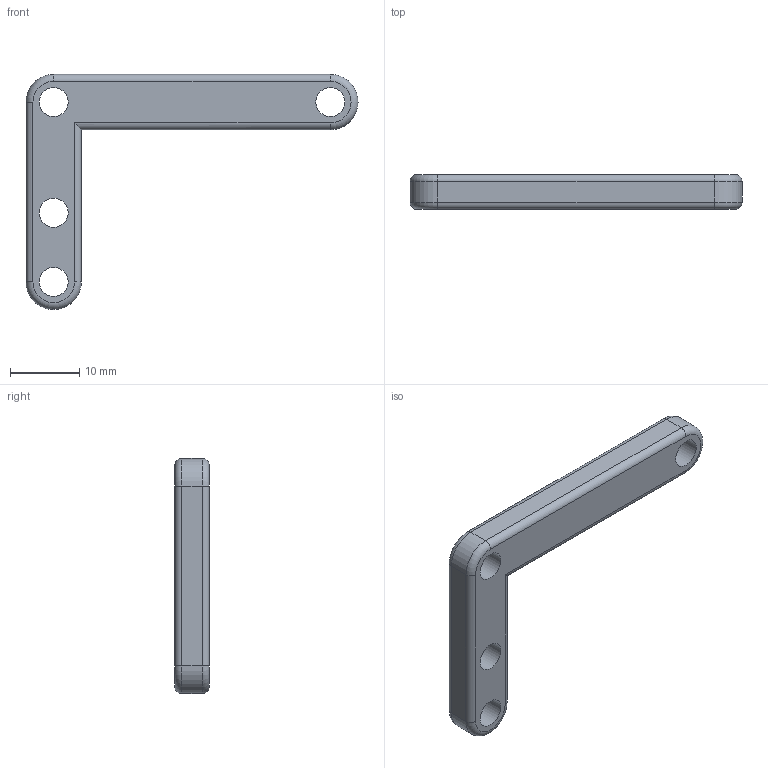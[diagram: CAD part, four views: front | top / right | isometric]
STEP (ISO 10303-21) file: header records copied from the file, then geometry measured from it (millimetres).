
FILE_DESCRIPTION(/* description */ (''),/* implementation_level */ '2;1');
FILE_NAME(/* name */ 'Crank_Langled v4.step',/* time_stamp */ '2018-04-11T17:04:38+09:00',/* author */ ('iwataU5C66'),/* organization */ (''),/* preprocessor_version */ 'ST-DEVELOPER v16.13',/* originating_system */ 'Autodesk Translation Framework v6.5.0.72',/* authorisation */ '');
FILE_SCHEMA (('AUTOMOTIVE_DESIGN { 1 0 10303 214 3 1 1 }'));
Length unit declared in the file: millimetre
Products named in the file (1): Crank_Langled
Bounding box: 48 x 5 x 34 mm (x, y, z)
Volume: 2530.9 mm3; surface area: 1945.6 mm2
Topology: 1 solids, 1 shells, 27 faces, 61 edges, 36 vertices
Faces by surface type: cylinder 15, torus 6, plane 6
Full cylindrical faces by diameter (mm): 4.2 x4
Entity records: 806 total; most frequent: DIRECTION 151, CARTESIAN_POINT 125, ORIENTED_EDGE 122, AXIS2_PLACEMENT_3D 62, EDGE_CURVE 61, VERTEX_POINT 36, EDGE_LOOP 35, CIRCLE 32
